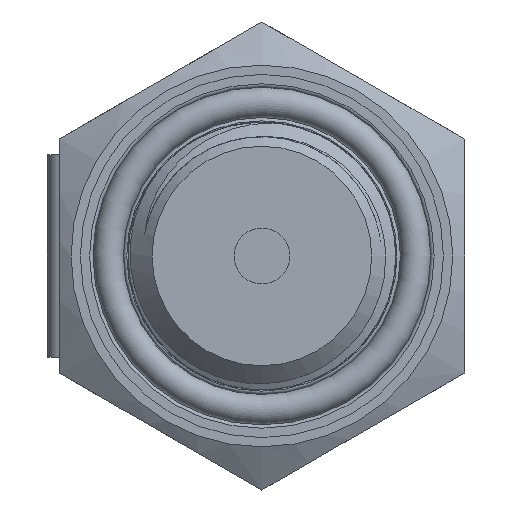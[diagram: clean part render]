
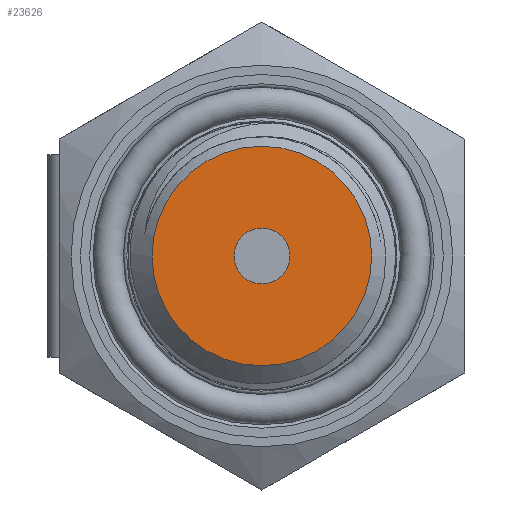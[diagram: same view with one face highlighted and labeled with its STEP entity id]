
A CAD part, left-side view. The second image highlights one B-rep face of the part: STEP entity #23626.
In plain terms, the highlighted planar face has unit normal (-1, 0, 0).
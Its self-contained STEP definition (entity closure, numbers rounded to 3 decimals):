
#219=FACE_BOUND('',#3032,.T.);
#410=PLANE('',#24951);
#1653=FACE_OUTER_BOUND('',#3031,.T.);
#3031=EDGE_LOOP('',(#17511));
#3032=EDGE_LOOP('',(#17512));
#4250=CIRCLE('',#24920,6.5);
#4265=CIRCLE('',#24950,1.65);
#10418=VERTEX_POINT('',#42155);
#10430=VERTEX_POINT('',#42870);
#13041=EDGE_CURVE('',#10418,#10418,#4250,.T.);
#13064=EDGE_CURVE('',#10430,#10430,#4265,.T.);
#17511=ORIENTED_EDGE('',*,*,#13041,.T.);
#17512=ORIENTED_EDGE('',*,*,#13064,.T.);
#23626=ADVANCED_FACE('',(#1653,#219),#410,.T.);
#24920=AXIS2_PLACEMENT_3D('',#42157,#27416,#27417);
#24950=AXIS2_PLACEMENT_3D('',#42871,#27484,#27485);
#24951=AXIS2_PLACEMENT_3D('',#42873,#27487,#27488);
#27416=DIRECTION('center_axis',(-1.,0.,0.));
#27417=DIRECTION('ref_axis',(0.,1.,0.));
#27484=DIRECTION('center_axis',(1.,0.,0.));
#27485=DIRECTION('ref_axis',(0.,0.,-1.));
#27487=DIRECTION('center_axis',(-1.,0.,0.));
#27488=DIRECTION('ref_axis',(0.,0.,1.));
#42155=CARTESIAN_POINT('',(0.,-6.5,0.));
#42157=CARTESIAN_POINT('Origin',(0.,0.,0.));
#42870=CARTESIAN_POINT('',(0.,-1.65,0.));
#42871=CARTESIAN_POINT('Origin',(0.,0.,0.));
#42873=CARTESIAN_POINT('Origin',(0.,8.,0.));
